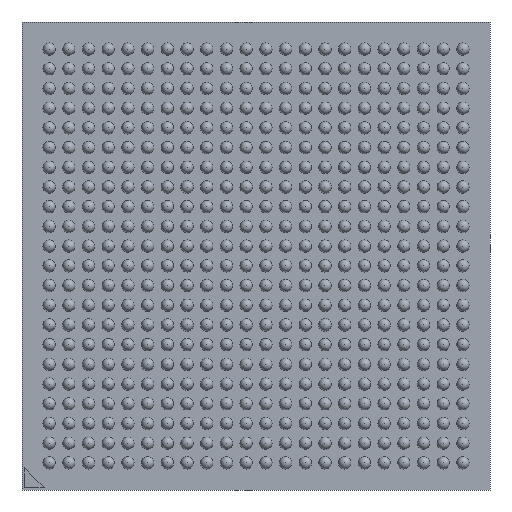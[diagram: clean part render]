
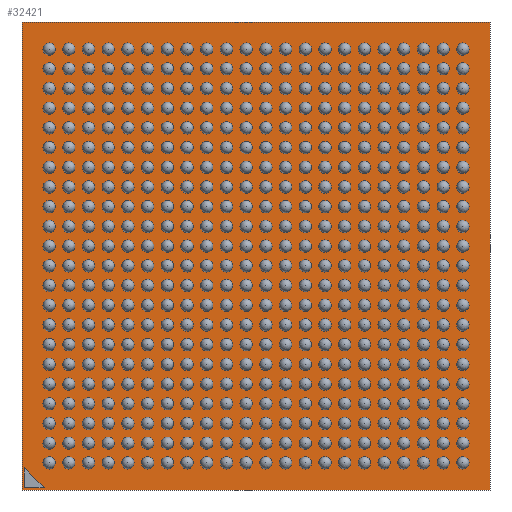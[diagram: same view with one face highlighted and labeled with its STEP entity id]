
A CAD part, front view. The second image highlights one B-rep face of the part: STEP entity #32421.
In plain terms, the highlighted planar face has unit normal (0, -1, 0).
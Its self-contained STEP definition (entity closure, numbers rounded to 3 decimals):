
#265 = CARTESIAN_POINT ( 'NONE',  ( 0., 0., 0. ) ) ;
#580 = ORIENTED_EDGE ( 'NONE', *, *, #31210, .T. ) ;
#587 = FACE_BOUND ( 'NONE', #27596, .T. ) ;
#1458 = CARTESIAN_POINT ( 'NONE',  ( -8.4, 0., -8.55 ) ) ;
#1710 = CARTESIAN_POINT ( 'NONE',  ( 9.5, 0., -9.5 ) ) ;
#2054 = ORIENTED_EDGE ( 'NONE', *, *, #15062, .F. ) ;
#2169 = CARTESIAN_POINT ( 'NONE',  ( -8.4, 0., -8.4 ) ) ;
#2740 = CARTESIAN_POINT ( 'NONE',  ( -9.5, 0., 9.5 ) ) ;
#2776 = DIRECTION ( 'NONE',  ( 0., 0., -1. ) ) ;
#2889 = CARTESIAN_POINT ( 'NONE',  ( 9.5, 0., 9.5 ) ) ;
#3317 = VECTOR ( 'NONE', #20017, 1000. ) ;
#4100 = LINE ( 'NONE', #13683, #15943 ) ;
#4618 = CIRCLE ( 'NONE', #23336, 0.15 ) ;
#5481 = LINE ( 'NONE', #30929, #14170 ) ;
#5854 = VERTEX_POINT ( 'NONE', #28640 ) ;
#6527 = EDGE_CURVE ( 'NONE', #31891, #17763, #17679, .T. ) ;
#7159 = AXIS2_PLACEMENT_3D ( 'NONE', #14731, #9638, #22238 ) ;
#8102 = LINE ( 'NONE', #28896, #17743 ) ;
#8268 = ORIENTED_EDGE ( 'NONE', *, *, #20803, .F. ) ;
#8382 = VERTEX_POINT ( 'NONE', #1710 ) ;
#9638 = DIRECTION ( 'NONE',  ( 0., 1., 0. ) ) ;
#9741 = CARTESIAN_POINT ( 'NONE',  ( -9.4, 0., -9.4 ) ) ;
#10554 = ORIENTED_EDGE ( 'NONE', *, *, #27539, .F. ) ;
#11274 = LINE ( 'NONE', #11604, #18392 ) ;
#11604 = CARTESIAN_POINT ( 'NONE',  ( 9.5, 0., 9.5 ) ) ;
#11781 = VECTOR ( 'NONE', #19871, 1000. ) ;
#12306 = LINE ( 'NONE', #2740, #11781 ) ;
#12474 = CARTESIAN_POINT ( 'NONE',  ( -9.4, 0., -9.4 ) ) ;
#12565 = CARTESIAN_POINT ( 'NONE',  ( -8.6, 0., -9.4 ) ) ;
#13261 = VERTEX_POINT ( 'NONE', #25508 ) ;
#13683 = CARTESIAN_POINT ( 'NONE',  ( -8.6, 0., -9.4 ) ) ;
#14170 = VECTOR ( 'NONE', #15247, 1000. ) ;
#14731 = CARTESIAN_POINT ( 'NONE',  ( -8.4, 0., -8.4 ) ) ;
#15062 = EDGE_CURVE ( 'NONE', #16839, #31891, #5481, .T. ) ;
#15113 = DIRECTION ( 'NONE',  ( 0., 1., 0. ) ) ;
#15202 = CARTESIAN_POINT ( 'NONE',  ( -9.5, 0., 9.5 ) ) ;
#15244 = ORIENTED_EDGE ( 'NONE', *, *, #26626, .F. ) ;
#15247 = DIRECTION ( 'NONE',  ( 0., 0., -1. ) ) ;
#15442 = VERTEX_POINT ( 'NONE', #15202 ) ;
#15859 = VERTEX_POINT ( 'NONE', #1458 ) ;
#15879 = LINE ( 'NONE', #23384, #32071 ) ;
#15899 = ORIENTED_EDGE ( 'NONE', *, *, #24426, .T. ) ;
#15943 = VECTOR ( 'NONE', #19377, 1000. ) ;
#16839 = VERTEX_POINT ( 'NONE', #29951 ) ;
#17235 = ORIENTED_EDGE ( 'NONE', *, *, #33146, .F. ) ;
#17679 = LINE ( 'NONE', #9741, #3317 ) ;
#17743 = VECTOR ( 'NONE', #31242, 1000. ) ;
#17763 = VERTEX_POINT ( 'NONE', #12565 ) ;
#18392 = VECTOR ( 'NONE', #24665, 1000. ) ;
#18405 = ORIENTED_EDGE ( 'NONE', *, *, #31822, .F. ) ;
#18719 = EDGE_LOOP ( 'NONE', ( #580, #15899 ) ) ;
#18724 = FACE_BOUND ( 'NONE', #18719, .T. ) ;
#19377 = DIRECTION ( 'NONE',  ( -0.707, 0., 0.707 ) ) ;
#19871 = DIRECTION ( 'NONE',  ( 0., 0., 1. ) ) ;
#20017 = DIRECTION ( 'NONE',  ( 1., 0., 0. ) ) ;
#20715 = PLANE ( 'NONE',  #32531 ) ;
#20803 = EDGE_CURVE ( 'NONE', #31066, #8382, #11274, .T. ) ;
#21638 = CIRCLE ( 'NONE', #7159, 0.15 ) ;
#22238 = DIRECTION ( 'NONE',  ( 0., 0., -1. ) ) ;
#22294 = DIRECTION ( 'NONE',  ( 0., 0., -1. ) ) ;
#23336 = AXIS2_PLACEMENT_3D ( 'NONE', #2169, #15113, #22294 ) ;
#23384 = CARTESIAN_POINT ( 'NONE',  ( -9.5, 0., -9.5 ) ) ;
#24426 = EDGE_CURVE ( 'NONE', #13261, #15859, #21638, .T. ) ;
#24665 = DIRECTION ( 'NONE',  ( 0., 0., -1. ) ) ;
#25508 = CARTESIAN_POINT ( 'NONE',  ( -8.4, 0., -8.25 ) ) ;
#26079 = DIRECTION ( 'NONE',  ( -1., 0., 0. ) ) ;
#26583 = ORIENTED_EDGE ( 'NONE', *, *, #6527, .F. ) ;
#26626 = EDGE_CURVE ( 'NONE', #5854, #15442, #12306, .T. ) ;
#27539 = EDGE_CURVE ( 'NONE', #15442, #31066, #8102, .T. ) ;
#27596 = EDGE_LOOP ( 'NONE', ( #2054, #18405, #26583 ) ) ;
#28237 = DIRECTION ( 'NONE',  ( 0., -1., 0. ) ) ;
#28640 = CARTESIAN_POINT ( 'NONE',  ( -9.5, 0., -9.5 ) ) ;
#28759 = EDGE_LOOP ( 'NONE', ( #8268, #10554, #15244, #17235 ) ) ;
#28893 = FACE_OUTER_BOUND ( 'NONE', #28759, .T. ) ;
#28896 = CARTESIAN_POINT ( 'NONE',  ( -9.5, 0., 9.5 ) ) ;
#29951 = CARTESIAN_POINT ( 'NONE',  ( -9.4, 0., -8.6 ) ) ;
#30929 = CARTESIAN_POINT ( 'NONE',  ( -9.4, 0., -8.6 ) ) ;
#31066 = VERTEX_POINT ( 'NONE', #2889 ) ;
#31210 = EDGE_CURVE ( 'NONE', #15859, #13261, #4618, .T. ) ;
#31242 = DIRECTION ( 'NONE',  ( 1., 0., 0. ) ) ;
#31822 = EDGE_CURVE ( 'NONE', #17763, #16839, #4100, .T. ) ;
#31891 = VERTEX_POINT ( 'NONE', #12474 ) ;
#32071 = VECTOR ( 'NONE', #26079, 1000. ) ;
#32421 = ADVANCED_FACE ( 'NONE', ( #18724, #28893, #587 ), #20715, .T. ) ;
#32531 = AXIS2_PLACEMENT_3D ( 'NONE', #265, #28237, #2776 ) ;
#33146 = EDGE_CURVE ( 'NONE', #8382, #5854, #15879, .T. ) ;
